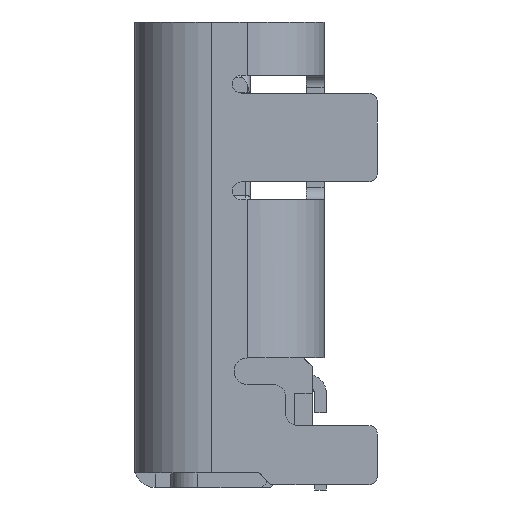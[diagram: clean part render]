
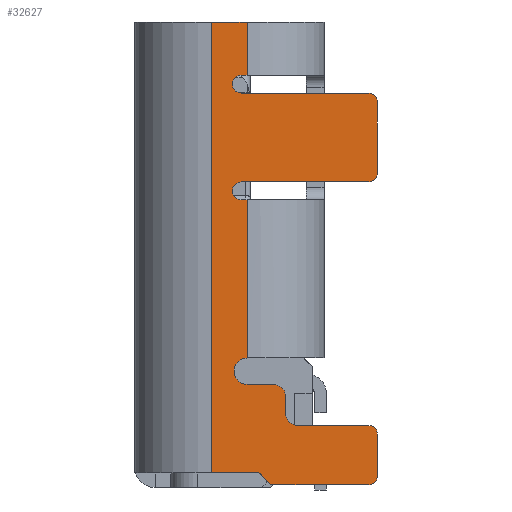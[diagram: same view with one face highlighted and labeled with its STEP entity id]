
A CAD part, left-side view. The second image highlights one B-rep face of the part: STEP entity #32627.
In plain terms, the highlighted planar face has unit normal (-1, 0, 0).
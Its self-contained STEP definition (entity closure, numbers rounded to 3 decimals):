
#28361=CARTESIAN_POINT('',(-4.47,1.3,0.905));
#28362=VERTEX_POINT('',#28361);
#28393=CARTESIAN_POINT('',(-4.47,1.4,0.905));
#28394=VERTEX_POINT('',#28393);
#28401=CARTESIAN_POINT('',(-4.47,1.4,0.905));
#28402=DIRECTION('',(0.,-1.,0.));
#28403=VECTOR('',#28402,0.1);
#28404=LINE('',#28401,#28403);
#28405=EDGE_CURVE('',#28394,#28362,#28404,.T.);
#28425=CARTESIAN_POINT('',(-4.47,1.4,1.205));
#28426=VERTEX_POINT('',#28425);
#28433=CARTESIAN_POINT('',(-4.47,1.4,1.055));
#28434=DIRECTION('',(0.,0.,1.));
#28435=DIRECTION('',(-1.,0.,-0.));
#28436=AXIS2_PLACEMENT_3D('',#28433,#28435,#28434);
#28437=CIRCLE('',#28436,0.15);
#28438=EDGE_CURVE('',#28426,#28394,#28437,.T.);
#28457=CARTESIAN_POINT('',(-4.47,-0.75,1.205));
#28458=VERTEX_POINT('',#28457);
#28465=CARTESIAN_POINT('',(-4.47,-0.75,1.205));
#28466=DIRECTION('',(0.,1.,0.));
#28467=VECTOR('',#28466,2.15);
#28468=LINE('',#28465,#28467);
#28469=EDGE_CURVE('',#28458,#28426,#28468,.T.);
#28489=CARTESIAN_POINT('',(-4.47,-0.9,1.355));
#28490=VERTEX_POINT('',#28489);
#28497=CARTESIAN_POINT('',(-4.47,-0.75,1.355));
#28498=DIRECTION('',(0.,-1.,0.));
#28499=DIRECTION('',(1.,0.,0.));
#28500=AXIS2_PLACEMENT_3D('',#28497,#28499,#28498);
#28501=CIRCLE('',#28500,0.15);
#28502=EDGE_CURVE('',#28490,#28458,#28501,.T.);
#28521=CARTESIAN_POINT('',(-4.47,-0.9,2.555));
#28522=VERTEX_POINT('',#28521);
#28529=CARTESIAN_POINT('',(-4.47,-0.9,2.555));
#28530=DIRECTION('',(0.,0.,-1.));
#28531=VECTOR('',#28530,1.2);
#28532=LINE('',#28529,#28531);
#28533=EDGE_CURVE('',#28522,#28490,#28532,.T.);
#28553=CARTESIAN_POINT('',(-4.47,-0.75,2.705));
#28554=VERTEX_POINT('',#28553);
#28561=CARTESIAN_POINT('',(-4.47,-0.75,2.555));
#28562=DIRECTION('',(0.,0.,1.));
#28563=DIRECTION('',(1.,0.,0.));
#28564=AXIS2_PLACEMENT_3D('',#28561,#28563,#28562);
#28565=CIRCLE('',#28564,0.15);
#28566=EDGE_CURVE('',#28554,#28522,#28565,.T.);
#28585=CARTESIAN_POINT('',(-4.47,1.4,2.705));
#28586=VERTEX_POINT('',#28585);
#28593=CARTESIAN_POINT('',(-4.47,1.4,2.705));
#28594=DIRECTION('',(0.,-1.,0.));
#28595=VECTOR('',#28594,2.15);
#28596=LINE('',#28593,#28595);
#28597=EDGE_CURVE('',#28586,#28554,#28596,.T.);
#28617=CARTESIAN_POINT('',(-4.47,1.4,3.005));
#28618=VERTEX_POINT('',#28617);
#28625=CARTESIAN_POINT('',(-4.47,1.4,2.855));
#28626=DIRECTION('',(0.,0.,1.));
#28627=DIRECTION('',(-1.,0.,-0.));
#28628=AXIS2_PLACEMENT_3D('',#28625,#28627,#28626);
#28629=CIRCLE('',#28628,0.15);
#28630=EDGE_CURVE('',#28618,#28586,#28629,.T.);
#28649=CARTESIAN_POINT('',(-4.47,1.3,3.005));
#28650=VERTEX_POINT('',#28649);
#28657=CARTESIAN_POINT('',(-4.47,1.3,3.005));
#28658=DIRECTION('',(0.,1.,0.));
#28659=VECTOR('',#28658,0.1);
#28660=LINE('',#28657,#28659);
#28661=EDGE_CURVE('',#28650,#28618,#28660,.T.);
#30811=CARTESIAN_POINT('',(-4.47,1.9,-3.705));
#30812=VERTEX_POINT('',#30811);
#30843=CARTESIAN_POINT('',(-4.47,1.1,-3.705));
#30844=VERTEX_POINT('',#30843);
#30851=CARTESIAN_POINT('',(-4.47,1.1,-3.705));
#30852=DIRECTION('',(0.,1.,0.));
#30853=VECTOR('',#30852,0.8);
#30854=LINE('',#30851,#30853);
#30855=EDGE_CURVE('',#30844,#30812,#30854,.T.);
#30875=CARTESIAN_POINT('',(-4.47,0.9,-3.905));
#30876=VERTEX_POINT('',#30875);
#30883=CARTESIAN_POINT('',(-4.47,0.9,-3.905));
#30884=DIRECTION('',(0.,0.707,0.707));
#30885=VECTOR('',#30884,0.283);
#30886=LINE('',#30883,#30885);
#30887=EDGE_CURVE('',#30876,#30844,#30886,.T.);
#30920=CARTESIAN_POINT('',(-4.47,-0.75,-3.905));
#30921=VERTEX_POINT('',#30920);
#30928=CARTESIAN_POINT('',(-4.47,-0.75,-3.905));
#30929=DIRECTION('',(0.,1.,0.));
#30930=VECTOR('',#30929,1.65);
#30931=LINE('',#30928,#30930);
#30932=EDGE_CURVE('',#30921,#30876,#30931,.T.);
#30952=CARTESIAN_POINT('',(-4.47,-0.9,-3.755));
#30953=VERTEX_POINT('',#30952);
#30960=CARTESIAN_POINT('',(-4.47,-0.75,-3.755));
#30961=DIRECTION('',(0.,-1.,0.));
#30962=DIRECTION('',(1.,0.,0.));
#30963=AXIS2_PLACEMENT_3D('',#30960,#30962,#30961);
#30964=CIRCLE('',#30963,0.15);
#30965=EDGE_CURVE('',#30953,#30921,#30964,.T.);
#30985=CARTESIAN_POINT('',(-4.47,-0.9,-3.055));
#30986=VERTEX_POINT('',#30985);
#30993=CARTESIAN_POINT('',(-4.47,-0.9,-3.055));
#30994=DIRECTION('',(0.,0.,-1.));
#30995=VECTOR('',#30994,0.7);
#30996=LINE('',#30993,#30995);
#30997=EDGE_CURVE('',#30986,#30953,#30996,.T.);
#31017=CARTESIAN_POINT('',(-4.47,-0.75,-2.905));
#31018=VERTEX_POINT('',#31017);
#31025=CARTESIAN_POINT('',(-4.47,-0.75,-3.055));
#31026=DIRECTION('',(0.,0.,1.));
#31027=DIRECTION('',(1.,0.,0.));
#31028=AXIS2_PLACEMENT_3D('',#31025,#31027,#31026);
#31029=CIRCLE('',#31028,0.15);
#31030=EDGE_CURVE('',#31018,#30986,#31029,.T.);
#31049=CARTESIAN_POINT('',(-4.47,0.45,-2.905));
#31050=VERTEX_POINT('',#31049);
#31057=CARTESIAN_POINT('',(-4.47,0.45,-2.905));
#31058=DIRECTION('',(0.,-1.,0.));
#31059=VECTOR('',#31058,1.2);
#31060=LINE('',#31057,#31059);
#31061=EDGE_CURVE('',#31050,#31018,#31060,.T.);
#31081=CARTESIAN_POINT('',(-4.47,0.65,-2.705));
#31082=VERTEX_POINT('',#31081);
#31089=CARTESIAN_POINT('',(-4.47,0.45,-2.705));
#31090=DIRECTION('',(0.,1.,0.));
#31091=DIRECTION('',(-1.,0.,0.));
#31092=AXIS2_PLACEMENT_3D('',#31089,#31091,#31090);
#31093=CIRCLE('',#31092,0.2);
#31094=EDGE_CURVE('',#31082,#31050,#31093,.T.);
#31113=CARTESIAN_POINT('',(-4.47,0.65,-2.415));
#31114=VERTEX_POINT('',#31113);
#31121=CARTESIAN_POINT('',(-4.47,0.65,-2.415));
#31122=DIRECTION('',(0.,0.,-1.));
#31123=VECTOR('',#31122,0.29);
#31124=LINE('',#31121,#31123);
#31125=EDGE_CURVE('',#31114,#31082,#31124,.T.);
#31145=CARTESIAN_POINT('',(-4.47,0.85,-2.215));
#31146=VERTEX_POINT('',#31145);
#31153=CARTESIAN_POINT('',(-4.47,0.85,-2.415));
#31154=DIRECTION('',(0.,0.,1.));
#31155=DIRECTION('',(1.,0.,0.));
#31156=AXIS2_PLACEMENT_3D('',#31153,#31155,#31154);
#31157=CIRCLE('',#31156,0.2);
#31158=EDGE_CURVE('',#31146,#31114,#31157,.T.);
#31177=CARTESIAN_POINT('',(-4.47,1.3,-2.215));
#31178=VERTEX_POINT('',#31177);
#31185=CARTESIAN_POINT('',(-4.47,1.3,-2.215));
#31186=DIRECTION('',(0.,-1.,0.));
#31187=VECTOR('',#31186,0.45);
#31188=LINE('',#31185,#31187);
#31189=EDGE_CURVE('',#31178,#31146,#31188,.T.);
#31209=CARTESIAN_POINT('',(-4.47,1.298,-1.765));
#31210=VERTEX_POINT('',#31209);
#31218=CARTESIAN_POINT('',(-4.47,1.295,-1.99));
#31219=DIRECTION('',(0.,0.022,1.));
#31220=DIRECTION('',(-1.,0.,0.));
#31221=AXIS2_PLACEMENT_3D('',#31218,#31220,#31219);
#31222=CIRCLE('',#31221,0.225);
#31223=EDGE_CURVE('',#31210,#31178,#31222,.T.);
#31361=CARTESIAN_POINT('',(-4.47,1.3,3.905));
#31362=VERTEX_POINT('',#31361);
#31393=CARTESIAN_POINT('',(-4.47,1.9,3.905));
#31394=VERTEX_POINT('',#31393);
#31401=CARTESIAN_POINT('',(-4.47,1.9,3.905));
#31402=DIRECTION('',(0.,-1.,0.));
#31403=VECTOR('',#31402,0.6);
#31404=LINE('',#31401,#31403);
#31405=EDGE_CURVE('',#31394,#31362,#31404,.T.);
#32547=CARTESIAN_POINT('',(-4.47,1.3,3.905));
#32548=DIRECTION('',(0.,0.,-1.));
#32549=VECTOR('',#32548,0.9);
#32550=LINE('',#32547,#32549);
#32551=EDGE_CURVE('',#31362,#28650,#32550,.T.);
#32563=CARTESIAN_POINT('',(-4.47,1.3,0.905));
#32564=DIRECTION('',(0.,0.,-1.));
#32565=VECTOR('',#32564,2.67);
#32566=LINE('',#32563,#32565);
#32567=EDGE_CURVE('',#28362,#31210,#32566,.T.);
#32585=CARTESIAN_POINT('',(-4.47,1.9,-3.705));
#32586=DIRECTION('',(0.,0.,1.));
#32587=VECTOR('',#32586,7.61);
#32588=LINE('',#32585,#32587);
#32589=EDGE_CURVE('',#30812,#31394,#32588,.T.);
#32595=CARTESIAN_POINT('',(-4.47,1.9,3.905));
#32596=DIRECTION('',(0.,0.,-1.));
#32597=DIRECTION('',(-1.,-0.,-0.));
#32598=AXIS2_PLACEMENT_3D('',#32595,#32597,#32596);
#32599=PLANE('',#32598);
#32600=ORIENTED_EDGE('',*,*,#28661,.F.);
#32601=ORIENTED_EDGE('',*,*,#32551,.F.);
#32602=ORIENTED_EDGE('',*,*,#31405,.F.);
#32603=ORIENTED_EDGE('',*,*,#32589,.F.);
#32604=ORIENTED_EDGE('',*,*,#30855,.F.);
#32605=ORIENTED_EDGE('',*,*,#30887,.F.);
#32606=ORIENTED_EDGE('',*,*,#30932,.F.);
#32607=ORIENTED_EDGE('',*,*,#30965,.F.);
#32608=ORIENTED_EDGE('',*,*,#30997,.F.);
#32609=ORIENTED_EDGE('',*,*,#31030,.F.);
#32610=ORIENTED_EDGE('',*,*,#31061,.F.);
#32611=ORIENTED_EDGE('',*,*,#31094,.F.);
#32612=ORIENTED_EDGE('',*,*,#31125,.F.);
#32613=ORIENTED_EDGE('',*,*,#31158,.F.);
#32614=ORIENTED_EDGE('',*,*,#31189,.F.);
#32615=ORIENTED_EDGE('',*,*,#31223,.F.);
#32616=ORIENTED_EDGE('',*,*,#32567,.F.);
#32617=ORIENTED_EDGE('',*,*,#28405,.F.);
#32618=ORIENTED_EDGE('',*,*,#28438,.F.);
#32619=ORIENTED_EDGE('',*,*,#28469,.F.);
#32620=ORIENTED_EDGE('',*,*,#28502,.F.);
#32621=ORIENTED_EDGE('',*,*,#28533,.F.);
#32622=ORIENTED_EDGE('',*,*,#28566,.F.);
#32623=ORIENTED_EDGE('',*,*,#28597,.F.);
#32624=ORIENTED_EDGE('',*,*,#28630,.F.);
#32625=EDGE_LOOP('',(#32600,#32601,#32602,#32603,#32604,#32605,#32606,#32607,#32608,#32609,#32610,#32611,#32612,#32613,#32614,#32615,#32616,#32617,#32618,#32619,#32620,#32621,#32622,#32623,#32624));
#32626=FACE_OUTER_BOUND('',#32625,.T.);
#32627=ADVANCED_FACE('',(#32626),#32599,.T.);
